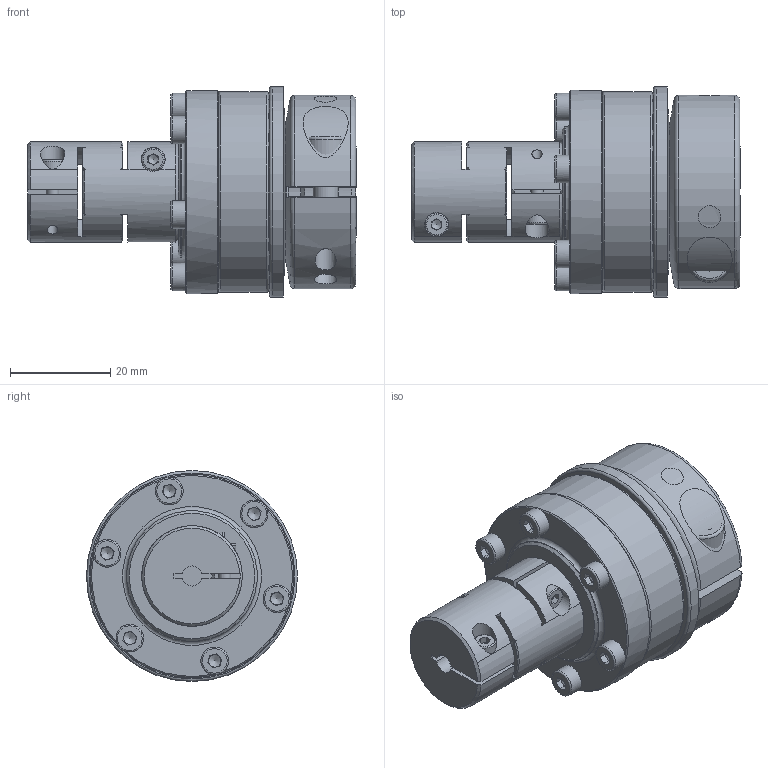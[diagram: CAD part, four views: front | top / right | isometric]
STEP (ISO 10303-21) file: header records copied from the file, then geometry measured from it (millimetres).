
FILE_DESCRIPTION(/* description */ ('Unknown','CAx-IF Rec.Pracs.---Representation and Presentation of Product Manufacturing Information (PMI)---4.0---2014-10-13','CAx-IF Rec.Pracs.---3D Tessellated Geometry---0.4---2014-09-14','2;1'),/* implementation_level */ '2;1');
FILE_NAME(/* name */ '14223436',/* time_stamp */ '2023-09-08T11:23:26+02:00',/* author */ ('Unknown'),/* organization */ ('Unknown'),/* preprocessor_version */ 'ST-DEVELOPER v18.102',/* originating_system */ 'Solid Edge',/* authorisation */ 'Unknown');
FILE_SCHEMA (('AP242_MANAGED_MODEL_BASED_3D_ENGINEERING_MIM_LF { 1 0 10303 442 1 1 4 }'));
Length unit declared in the file: millimetre
Products named in the file (1): 14223436
Bounding box: 65.5 x 42 x 42 mm (x, y, z)
Volume: 43277.3 mm3; surface area: 27361.4 mm2
Topology: 1 solids, 37 shells, 701 faces, 1991 edges, 1280 vertices
Faces by surface type: plane 266, cylinder 196, cone 123, torus 76, sphere 40
Full cylindrical faces by diameter (mm): 0.5 x13, 1.7 x2, 2 x2, 2.05 x2, 2.459 x6, 2.5 x2, 2.75 x2, 3 x6, 3.3 x1, 3.4 x6, 4 x15, 4.2 x1, 4.5 x5, 4.8 x2, 5 x2, 5.5 x7, 8 x2, 8.5 x1, 9 x1, 10.5 x1, 16.2 x1, 17 x3, 19 x1, 20 x1, 20.4 x2, 22 x1, 23 x1, 25 x1, 26 x1, 26.6 x2
Entity records: 26491 total; most frequent: CARTESIAN_POINT 5549, DIRECTION 3348, ORIENTED_EDGE 3082, EDGE_CURVE 1541, AXIS2_PLACEMENT_3D 1461, VERTEX_POINT 1102, FACE_BOUND 1035, EDGE_LOOP 1010
